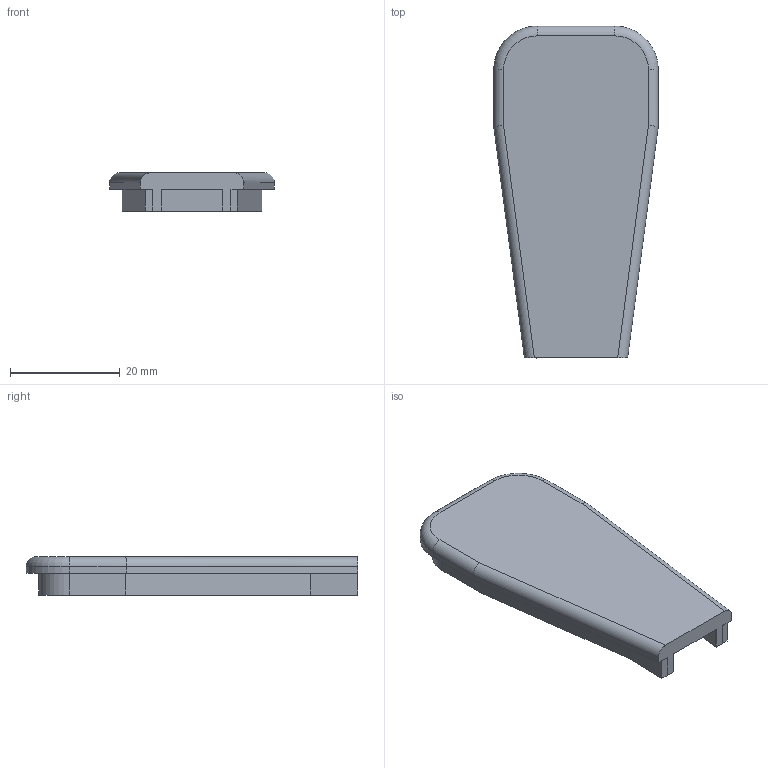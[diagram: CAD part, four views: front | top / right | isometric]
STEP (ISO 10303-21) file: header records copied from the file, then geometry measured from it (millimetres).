
FILE_DESCRIPTION((''),'2;1');
FILE_NAME('arm_weapon_part2.step','2015-04-08T01:13:05',('Usuario'),(''),'Autodesk Inventor 2013','Autodesk Inventor 2013','');
FILE_SCHEMA(('AUTOMOTIVE_DESIGN { 1 0 10303 214 1 1 1 1 }'));
Length unit declared in the file: millimetre
Products named in the file (1): arm_weapon_part2
Bounding box: 30 x 60.5 x 7 mm (x, y, z)
Volume: 5465.9 mm3; surface area: 4585.2 mm2
Topology: 1 solids, 1 shells, 43 faces, 117 edges, 76 vertices
Faces by surface type: plane 24, cylinder 15, torus 4
Entity records: 1389 total; most frequent: CARTESIAN_POINT 253, ORIENTED_EDGE 234, DIRECTION 233, EDGE_CURVE 117, VECTOR 81, LINE 81, AXIS2_PLACEMENT_3D 76, VERTEX_POINT 76
